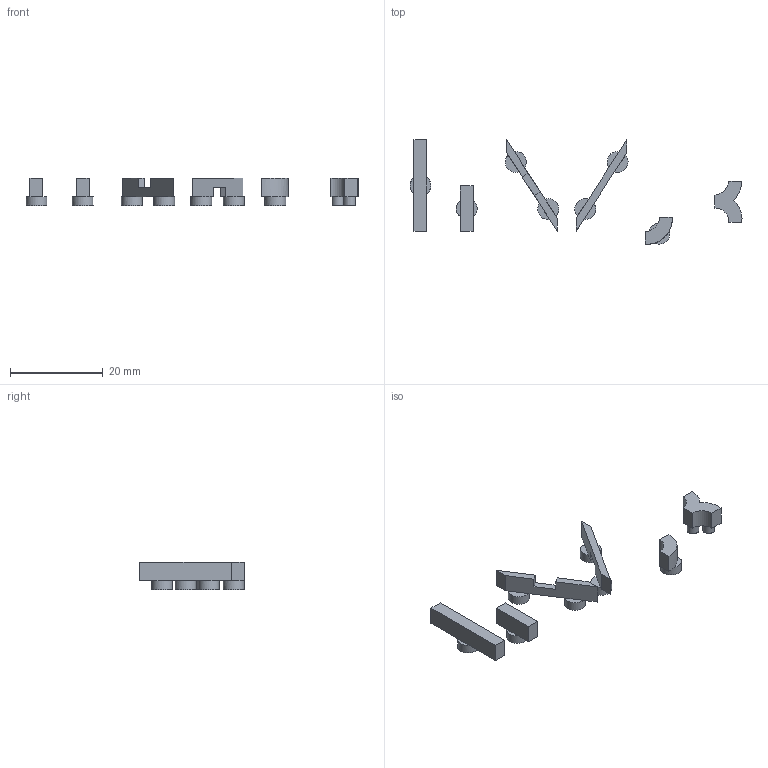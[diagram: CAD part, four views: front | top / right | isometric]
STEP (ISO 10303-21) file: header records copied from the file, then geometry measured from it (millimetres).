
FILE_DESCRIPTION(/* description */ (''),/* implementation_level */ '2;1');
FILE_NAME(/* name */ 'Segments v5.step',/* time_stamp */ '2024-08-08T21:10:35+02:00',/* author */ (''),/* organization */ (''),/* preprocessor_version */ 'ST-DEVELOPER v20',/* originating_system */ 'Autodesk Translation Framework v13.14.0.145',/* authorisation */ '');
FILE_SCHEMA (('AUTOMOTIVE_DESIGN { 1 0 10303 214 3 1 1 }'));
Length unit declared in the file: millimetre
Products named in the file (7): Segments; Segment lang; Segment Kurz; Schraeges Segment 1; Schraeges Segment2; Rundes Segment; Rundes Segment doppelt
Assembly tree (6 placements, depth 2):
  Segments
    Segment lang
    Segment Kurz
    Schraeges Segment 1
    Schraeges Segment2
    Rundes Segment
    Rundes Segment doppelt
Bounding box: 71.7 x 22.6 x 6 mm (x, y, z)
Volume: 1012.3 mm3; surface area: 1550.7 mm2
Topology: 6 solids, 6 shells, 88 faces, 191 edges, 118 vertices
Faces by surface type: plane 72, cylinder 16
Full cylindrical faces by diameter (mm): 2.5 x3, 4.5 x7
Entity records: 2588 total; most frequent: DIRECTION 457, CARTESIAN_POINT 410, ORIENTED_EDGE 382, EDGE_CURVE 191, AXIS2_PLACEMENT_3D 165, LINE 127, VECTOR 127, VERTEX_POINT 118
